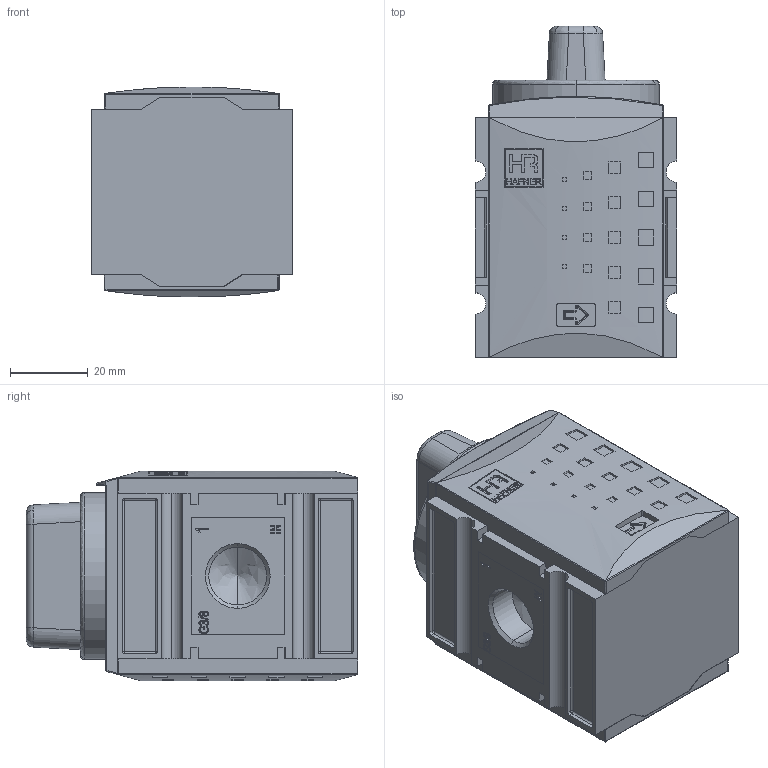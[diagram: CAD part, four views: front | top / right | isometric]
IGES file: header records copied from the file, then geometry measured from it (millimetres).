
Start section: SolidWorks IGES file using analytic representation for surfaces
Global section: file name: KBAV-138.IGS; native system: SolidWorks 2013; preprocessor: SolidWorks 2013; author: technolog; date: 140109.095507; units: millimetre
Bounding box: 52 x 85.6 x 54.19 mm (x, y, z)
Volume: 161192 mm3; surface area: 46036.8 mm2
Topology: 5 solids, 5 shells, 1035 faces, 5607 edges, 7290 vertices
Faces by surface type: plane 599, revolution 298, bspline 138
